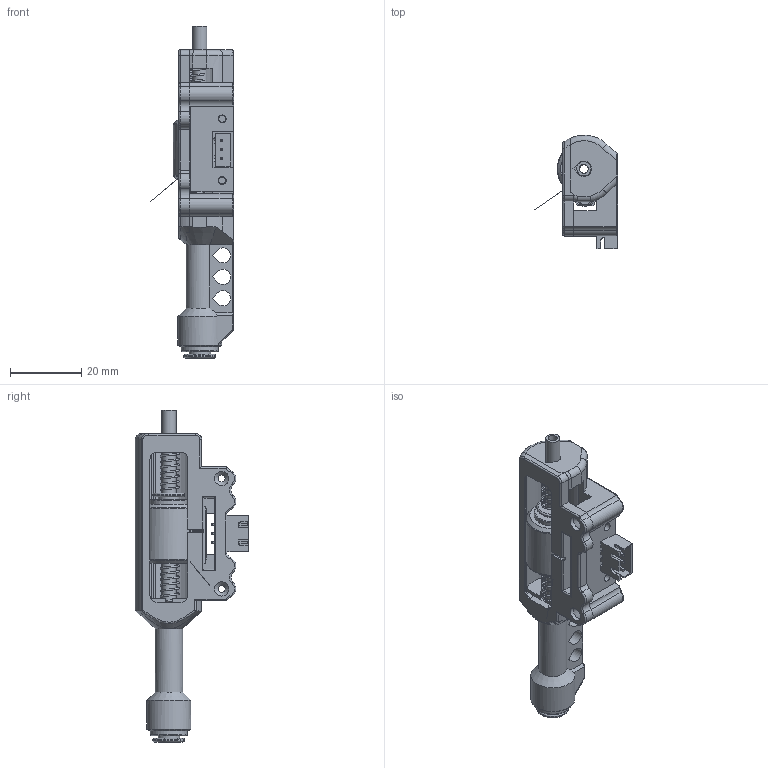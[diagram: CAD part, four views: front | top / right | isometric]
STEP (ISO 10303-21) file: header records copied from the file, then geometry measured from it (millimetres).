
FILE_DESCRIPTION(/* description */ (''),/* implementation_level */ '2;1');
FILE_NAME(/* name */ 'PFS-assembly-v16.step',/* time_stamp */ '2025-11-24T08:57:40+08:00',/* author */ (''),/* organization */ (''),/* preprocessor_version */ 'ST-DEVELOPER v20.1',/* originating_system */ 'Autodesk Translation Framework v14.17.0.0',/* authorisation */ '');
FILE_SCHEMA (('AUTOMOTIVE_DESIGN { 1 0 10303 214 3 1 1 }'));
Products named in the file (16): 缓冲器; sensor_housing; 缓冲器_1; sensor_housing_1; 缓冲器_2; slider; Magnet_D4x15; MAuh-PCBModel; MAuh-Board; MAuh-CN1-CONN-TH_3P-P2.54_2501S-3P; COMPOUND; MAuh-U1-SOT-23-3_L2.9-W1.6-P1.90-LS2.8-BR-CW; MAuh-C1-C0603; ECAS Fitting v1; PTFE; Spring_0.4x5x25
Assembly tree (17 placements, depth 4):
  缓冲器
    sensor_housing
    缓冲器_1
      sensor_housing_1
    缓冲器_2
      slider
    Magnet_D4x15
    MAuh-PCBModel
      MAuh-Board
      MAuh-CN1-CONN-TH_3P-P2.54_2501S-3P
        COMPOUND
      MAuh-U1-SOT-23-3_L2.9-W1.6-P1.90-LS2.8-BR-CW
      MAuh-C1-C0603
    ECAS Fitting v1  x2
    Spring_0.4x5x25  x2
    PTFE
Bounding box: 23.32 x 31.84 x 93.17 mm (x, y, z)
Volume: 14382.2 mm3; surface area: 15633.9 mm2
Topology: 29 solids, 29 shells, 1482 faces, 3882 edges, 2519 vertices
Faces by surface type: plane 811, bspline 351, cylinder 226, torus 38, cone 31, sphere 25
Full cylindrical faces by diameter (mm): 0.25 x1, 1 x3, 1.9 x2, 2 x4, 2.2 x2, 2.5 x2, 4 x8, 4.3 x2, 5.6 x2, 6 x2, 8 x4, 8.3 x2, 8.35 x1, 8.47 x2, 9 x2, 10.45 x2, 12.35 x1
Entity records: 51911 total; most frequent: CARTESIAN_POINT 15976, ORIENTED_EDGE 7664, DIRECTION 6384, EDGE_CURVE 3832, LINE 2520, VECTOR 2520, VERTEX_POINT 2495, AXIS2_PLACEMENT_3D 1932
